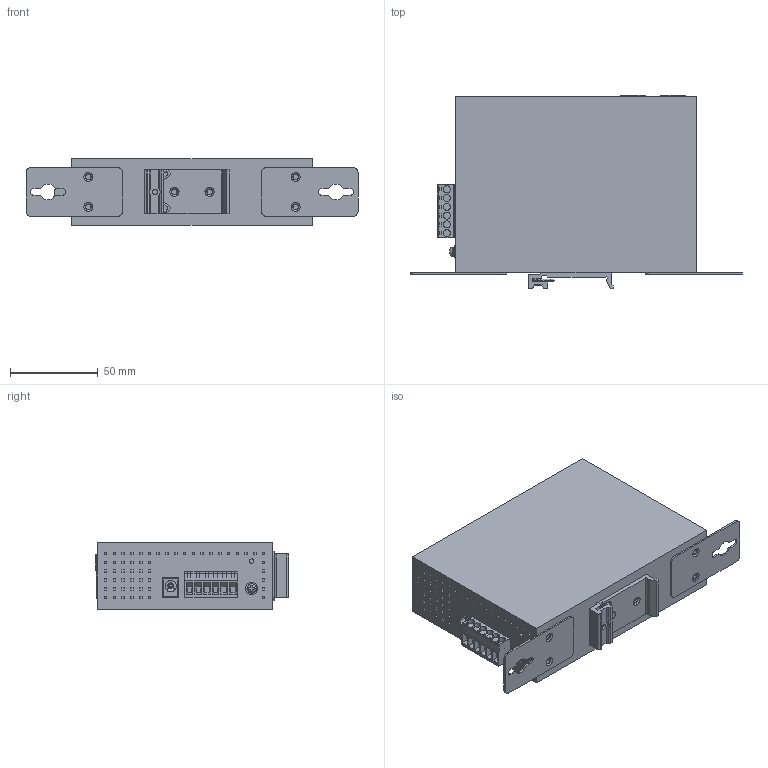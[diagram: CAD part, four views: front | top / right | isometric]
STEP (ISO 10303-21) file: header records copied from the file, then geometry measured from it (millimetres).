
FILE_DESCRIPTION((''),'2;1');
FILE_NAME('TL-SG2210_4_0-3D__ASM','2022-10-10T',('wenjing'),(''),'PRO/ENGINEER BY PARAMETRIC TECHNOLOGY CORPORATION, 2013230','PRO/ENGINEER BY PARAMETRIC TECHNOLOGY CORPORATION, 2013230','');
FILE_SCHEMA(('CONFIG_CONTROL_DESIGN'));
Products named in the file (20): PRT0001_1_1_2; PRT0024_1_1_2; 3D_ASM_6_ASM_2_ASM; SFP-C-H8_95_1_2; ASM0001_ASM_1_ASM_3_ASM; ZHUBAN_ASM_3_ASM; JP-0106-5-SR-H8_5_1_2; DCJ2-DR-14_3X9X10_9_1_2; 3D_ASM_1_ASM_2_ASM; ZIBAN_ASM_3_ASM; FEMALE_JIEXIAN_DUANZITAI_1X6_2; TANHUANG_1_2; DAOGUIKAKOU_3_2; ASM0002_ASM_3_ASM; ASM0001_ASM_ASM_2_ASM; ZUHELUODING_M3X6-1_2; LUNKUO_1; 6031500125-JIAOTIE_1; 3D_ASM_ASM_14_ASM; TL-SG2210_4_0-3D__ASM
Assembly tree (21 placements, depth 5):
  TL-SG2210_4_0-3D__ASM
    3D_ASM_ASM_14_ASM
      3D_ASM_6_ASM_2_ASM
        PRT0001_1_1_2
        PRT0024_1_1_2
      ZHUBAN_ASM_3_ASM
        ASM0001_ASM_1_ASM_3_ASM
          SFP-C-H8_95_1_2  x2
      ZIBAN_ASM_3_ASM
        3D_ASM_1_ASM_2_ASM
          JP-0106-5-SR-H8_5_1_2
          DCJ2-DR-14_3X9X10_9_1_2
      FEMALE_JIEXIAN_DUANZITAI_1X6_2
      ASM0001_ASM_ASM_2_ASM
        ASM0002_ASM_3_ASM
          TANHUANG_1_2
          DAOGUIKAKOU_3_2
      ZUHELUODING_M3X6-1_2
      LUNKUO_1
      6031500125-JIAOTIE_1  x2
Bounding box: 189 x 109.9 x 38 mm (x, y, z)
Volume: 500538 mm3; surface area: 110405 mm2
Topology: 13 solids, 15 shells, 5803 faces, 15131 edges, 9451 vertices
Faces by surface type: plane 3889, cylinder 1668, bspline 94, torus 56, sphere 38, extrusion 36, cone 22
Entity records: 141512 total; most frequent: CARTESIAN_POINT 30028, ORIENTED_EDGE 23356, DIRECTION 22489, EDGE_CURVE 11678, VECTOR 8773, LINE 8755, VERTEX_POINT 7324, AXIS2_PLACEMENT_3D 6858
